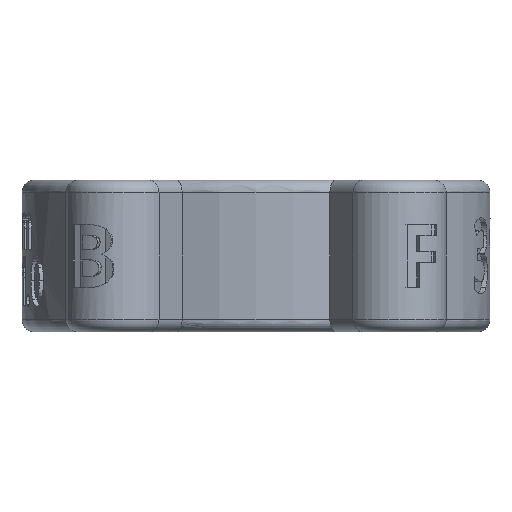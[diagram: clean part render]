
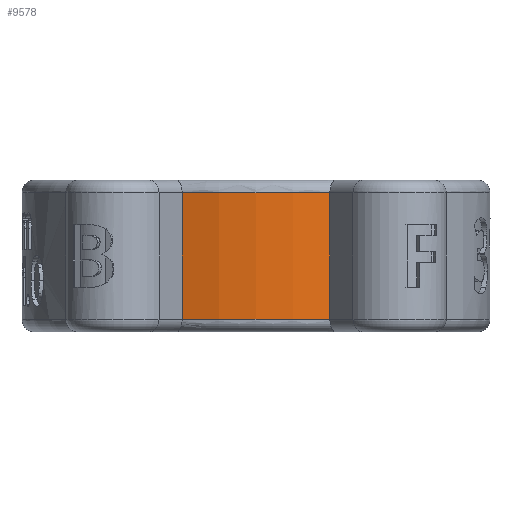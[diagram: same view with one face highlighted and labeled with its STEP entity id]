
A CAD part, front view. The second image highlights one B-rep face of the part: STEP entity #9578.
In plain terms, the highlighted cylindrical face has radius 18.5 mm (diameter 37 mm), a partial arc.
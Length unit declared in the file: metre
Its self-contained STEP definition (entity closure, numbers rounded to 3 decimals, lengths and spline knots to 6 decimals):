
#629=CIRCLE('',#10300,0.0185);
#630=CIRCLE('',#10301,0.0185);
#878=LINE('',#14262,#1560);
#879=LINE('',#14267,#1561);
#1560=VECTOR('',#11209,1.);
#1561=VECTOR('',#11212,1.);
#2564=ORIENTED_EDGE('',*,*,#5593,.F.);
#2565=ORIENTED_EDGE('',*,*,#5594,.T.);
#2566=ORIENTED_EDGE('',*,*,#5595,.T.);
#2567=ORIENTED_EDGE('',*,*,#5596,.T.);
#5593=EDGE_CURVE('',#7096,#7097,#878,.T.);
#5594=EDGE_CURVE('',#7096,#7098,#629,.F.);
#5595=EDGE_CURVE('',#7098,#7099,#879,.T.);
#5596=EDGE_CURVE('',#7099,#7097,#630,.T.);
#7096=VERTEX_POINT('',#14263);
#7097=VERTEX_POINT('',#14264);
#7098=VERTEX_POINT('',#14266);
#7099=VERTEX_POINT('',#14268);
#8265=EDGE_LOOP('',(#2564,#2565,#2566,#2567));
#8878=FACE_BOUND('',#8265,.T.);
#9458=CYLINDRICAL_SURFACE('',#10299,0.0185);
#9578=ADVANCED_FACE('',(#8878),#9458,.T.);
#10299=AXIS2_PLACEMENT_3D('',#14261,#11207,#11208);
#10300=AXIS2_PLACEMENT_3D('',#14265,#11210,#11211);
#10301=AXIS2_PLACEMENT_3D('',#14269,#11213,#11214);
#11207=DIRECTION('',(0.,0.,-1.));
#11208=DIRECTION('',(-1.,0.,0.));
#11209=DIRECTION('',(0.,0.,-1.));
#11210=DIRECTION('',(0.,0.,1.));
#11211=DIRECTION('',(1.,0.,0.));
#11212=DIRECTION('',(0.,0.,-1.));
#11213=DIRECTION('',(0.,0.,1.));
#11214=DIRECTION('',(1.,0.,0.));
#14261=CARTESIAN_POINT('',(0.,0.,0.005));
#14262=CARTESIAN_POINT('',(0.005846,-0.017552,0.005));
#14263=CARTESIAN_POINT('',(0.005846,-0.017552,0.005));
#14264=CARTESIAN_POINT('',(0.005846,-0.017552,-0.005));
#14265=CARTESIAN_POINT('',(0.,0.,0.005));
#14266=CARTESIAN_POINT('',(-0.005846,-0.017552,0.005));
#14267=CARTESIAN_POINT('',(-0.005846,-0.017552,0.005));
#14268=CARTESIAN_POINT('',(-0.005846,-0.017552,-0.005));
#14269=CARTESIAN_POINT('',(0.,0.,-0.005));
